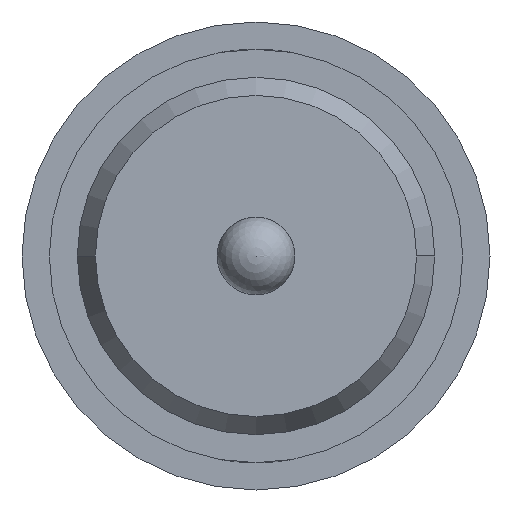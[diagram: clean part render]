
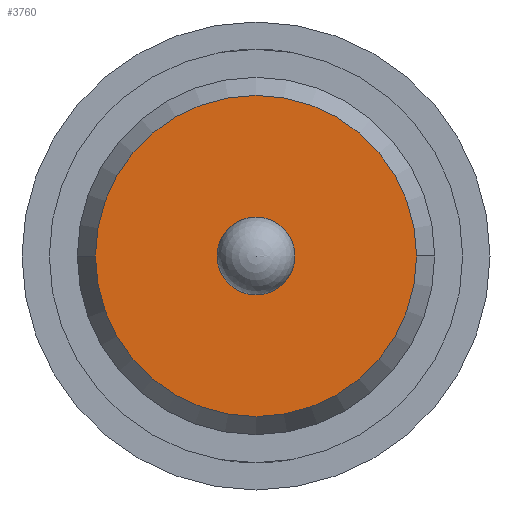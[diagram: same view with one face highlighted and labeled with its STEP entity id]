
A CAD part, front view. The second image highlights one B-rep face of the part: STEP entity #3760.
In plain terms, the highlighted planar face has unit normal (0, -1, 0).
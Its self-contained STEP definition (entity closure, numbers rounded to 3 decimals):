
#61 = CIRCLE ( 'NONE', #3716, 1.03 ) ;
#295 = CARTESIAN_POINT ( 'NONE',  ( 0., -28.6, 0. ) ) ;
#492 = VERTEX_POINT ( 'NONE', #3022 ) ;
#593 = AXIS2_PLACEMENT_3D ( 'NONE', #2598, #4409, #907 ) ;
#715 = DIRECTION ( 'NONE',  ( 0., -1., 0. ) ) ;
#907 = DIRECTION ( 'NONE',  ( 0., 0., -1. ) ) ;
#915 = DIRECTION ( 'NONE',  ( 0., -1., 0. ) ) ;
#1367 = DIRECTION ( 'NONE',  ( 1., 0., 0. ) ) ;
#1423 = ORIENTED_EDGE ( 'NONE', *, *, #4014, .T. ) ;
#1600 = CIRCLE ( 'NONE', #593, 0.25 ) ;
#1685 = FACE_OUTER_BOUND ( 'NONE', #2366, .T. ) ;
#1970 = DIRECTION ( 'NONE',  ( 1., 0., 0. ) ) ;
#2224 = CIRCLE ( 'NONE', #2434, 0.25 ) ;
#2366 = EDGE_LOOP ( 'NONE', ( #3589, #1423 ) ) ;
#2434 = AXIS2_PLACEMENT_3D ( 'NONE', #4930, #3567, #3638 ) ;
#2598 = CARTESIAN_POINT ( 'NONE',  ( 0., -28.6, 0. ) ) ;
#3022 = CARTESIAN_POINT ( 'NONE',  ( 0., -28.6, -0.25 ) ) ;
#3088 = EDGE_CURVE ( 'Defeature ausgef�hrt1_17+Defeature ausgef�hrt1_14+Defeature ausgef�hrt1_14+Defeature ausgef�hrt1_14', #5374, #492, #2224, .T. ) ;
#3287 = EDGE_CURVE ( 'Defeature ausgef�hrt1_17+Defeature ausgef�hrt1_16+Defeature ausgef�hrt1_16+Defeature ausgef�hrt1_16', #4006, #5496, #61, .T. ) ;
#3536 = CARTESIAN_POINT ( 'NONE',  ( -1.145, -28.6, 0. ) ) ;
#3567 = DIRECTION ( 'NONE',  ( 0., 1., 0. ) ) ;
#3589 = ORIENTED_EDGE ( 'NONE', *, *, #3287, .T. ) ;
#3633 = CARTESIAN_POINT ( 'NONE',  ( 1.03, -28.6, 0. ) ) ;
#3638 = DIRECTION ( 'NONE',  ( 0., 0., -1. ) ) ;
#3716 = AXIS2_PLACEMENT_3D ( 'NONE', #4160, #5489, #5449 ) ;
#3760 = ADVANCED_FACE ( 'Defeature ausgef�hrt1_17', ( #3924, #1685 ), #4868, .T. ) ;
#3872 = EDGE_LOOP ( 'NONE', ( #5322, #5485 ) ) ;
#3924 = FACE_BOUND ( 'NONE', #3872, .T. ) ;
#4006 = VERTEX_POINT ( 'NONE', #4056 ) ;
#4014 = EDGE_CURVE ( 'Defeature ausgef�hrt1_17+Defeature ausgef�hrt1_16+Defeature ausgef�hrt1_16+Defeature ausgef�hrt1_16', #5496, #4006, #5461, .T. ) ;
#4056 = CARTESIAN_POINT ( 'NONE',  ( -1.03, -28.6, 0. ) ) ;
#4160 = CARTESIAN_POINT ( 'NONE',  ( 0., -28.6, 0. ) ) ;
#4184 = EDGE_CURVE ( 'Defeature ausgef�hrt1_17+Defeature ausgef�hrt1_14+Defeature ausgef�hrt1_14+Defeature ausgef�hrt1_14', #492, #5374, #1600, .T. ) ;
#4272 = AXIS2_PLACEMENT_3D ( 'NONE', #295, #715, #1970 ) ;
#4409 = DIRECTION ( 'NONE',  ( 0., 1., 0. ) ) ;
#4745 = AXIS2_PLACEMENT_3D ( 'NONE', #3536, #915, #1367 ) ;
#4868 = PLANE ( 'NONE',  #4745 ) ;
#4879 = CARTESIAN_POINT ( 'NONE',  ( 0., -28.6, 0.25 ) ) ;
#4930 = CARTESIAN_POINT ( 'NONE',  ( 0., -28.6, 0. ) ) ;
#5322 = ORIENTED_EDGE ( 'NONE', *, *, #3088, .T. ) ;
#5374 = VERTEX_POINT ( 'NONE', #4879 ) ;
#5449 = DIRECTION ( 'NONE',  ( 1., 0., 0. ) ) ;
#5461 = CIRCLE ( 'NONE', #4272, 1.03 ) ;
#5485 = ORIENTED_EDGE ( 'NONE', *, *, #4184, .T. ) ;
#5489 = DIRECTION ( 'NONE',  ( 0., -1., 0. ) ) ;
#5496 = VERTEX_POINT ( 'NONE', #3633 ) ;
